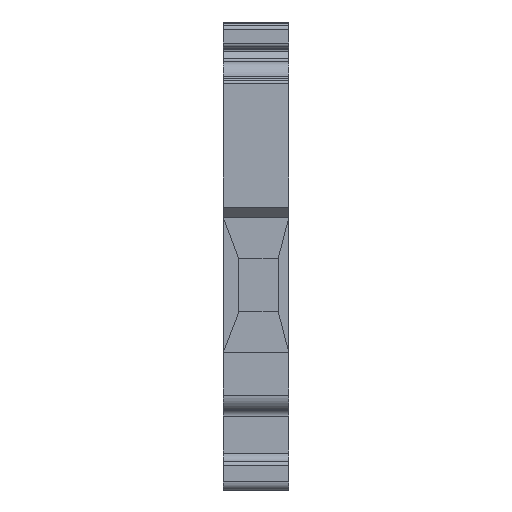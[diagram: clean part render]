
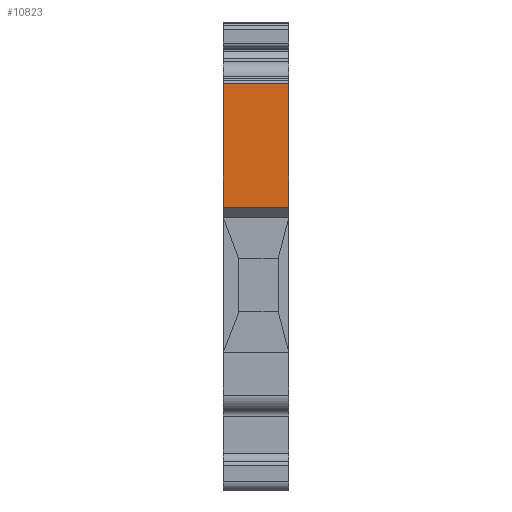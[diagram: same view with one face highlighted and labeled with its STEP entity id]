
A CAD part, left-side view. The second image highlights one B-rep face of the part: STEP entity #10823.
In plain terms, the highlighted planar face has unit normal (-1, 0, 0).
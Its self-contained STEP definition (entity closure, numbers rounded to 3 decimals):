
#168 = EDGE_CURVE ( 'NONE', #32966, #3419, #23875, .T. ) ;
#953 = CARTESIAN_POINT ( 'NONE',  ( -48.85, 8., 43.204 ) ) ;
#3419 = VERTEX_POINT ( 'NONE', #22628 ) ;
#3815 = VECTOR ( 'NONE', #26643, 1000. ) ;
#4267 = VECTOR ( 'NONE', #19559, 1000. ) ;
#6349 = DIRECTION ( 'NONE',  ( 1., 0., 0. ) ) ;
#6860 = CARTESIAN_POINT ( 'NONE',  ( -48.85, 0., 28.15 ) ) ;
#7221 = DIRECTION ( 'NONE',  ( 0., 0., 1. ) ) ;
#10214 = CARTESIAN_POINT ( 'NONE',  ( -48.85, 8., 28.15 ) ) ;
#10823 = ADVANCED_FACE ( 'NONE', ( #16297 ), #32471, .F. ) ;
#13023 = LINE ( 'NONE', #953, #33918 ) ;
#13560 = EDGE_CURVE ( 'NONE', #18525, #32966, #16163, .T. ) ;
#14251 = CARTESIAN_POINT ( 'NONE',  ( -48.85, 8., 28.15 ) ) ;
#14698 = EDGE_LOOP ( 'NONE', ( #17754, #16905, #27918, #24836 ) ) ;
#14792 = CARTESIAN_POINT ( 'NONE',  ( -48.85, 8., 28.15 ) ) ;
#15338 = CARTESIAN_POINT ( 'NONE',  ( -48.85, 0., 28.15 ) ) ;
#16163 = LINE ( 'NONE', #14792, #4267 ) ;
#16297 = FACE_OUTER_BOUND ( 'NONE', #14698, .T. ) ;
#16608 = VERTEX_POINT ( 'NONE', #25521 ) ;
#16905 = ORIENTED_EDGE ( 'NONE', *, *, #31806, .F. ) ;
#17754 = ORIENTED_EDGE ( 'NONE', *, *, #29888, .F. ) ;
#18244 = VECTOR ( 'NONE', #7221, 1000. ) ;
#18525 = VERTEX_POINT ( 'NONE', #10214 ) ;
#19559 = DIRECTION ( 'NONE',  ( 0., -1., 0. ) ) ;
#21943 = DIRECTION ( 'NONE',  ( 0., 0., -1. ) ) ;
#22628 = CARTESIAN_POINT ( 'NONE',  ( -48.85, 0., 43.204 ) ) ;
#23169 = LINE ( 'NONE', #33012, #18244 ) ;
#23875 = LINE ( 'NONE', #15338, #3815 ) ;
#24836 = ORIENTED_EDGE ( 'NONE', *, *, #168, .T. ) ;
#25521 = CARTESIAN_POINT ( 'NONE',  ( -48.85, 8., 43.204 ) ) ;
#26643 = DIRECTION ( 'NONE',  ( 0., 0., 1. ) ) ;
#27918 = ORIENTED_EDGE ( 'NONE', *, *, #13560, .T. ) ;
#28257 = AXIS2_PLACEMENT_3D ( 'NONE', #14251, #6349, #21943 ) ;
#29888 = EDGE_CURVE ( 'NONE', #16608, #3419, #13023, .T. ) ;
#31806 = EDGE_CURVE ( 'NONE', #18525, #16608, #23169, .T. ) ;
#32385 = DIRECTION ( 'NONE',  ( 0., -1., 0. ) ) ;
#32471 = PLANE ( 'NONE',  #28257 ) ;
#32966 = VERTEX_POINT ( 'NONE', #6860 ) ;
#33012 = CARTESIAN_POINT ( 'NONE',  ( -48.85, 8., 28.15 ) ) ;
#33918 = VECTOR ( 'NONE', #32385, 1000. ) ;
